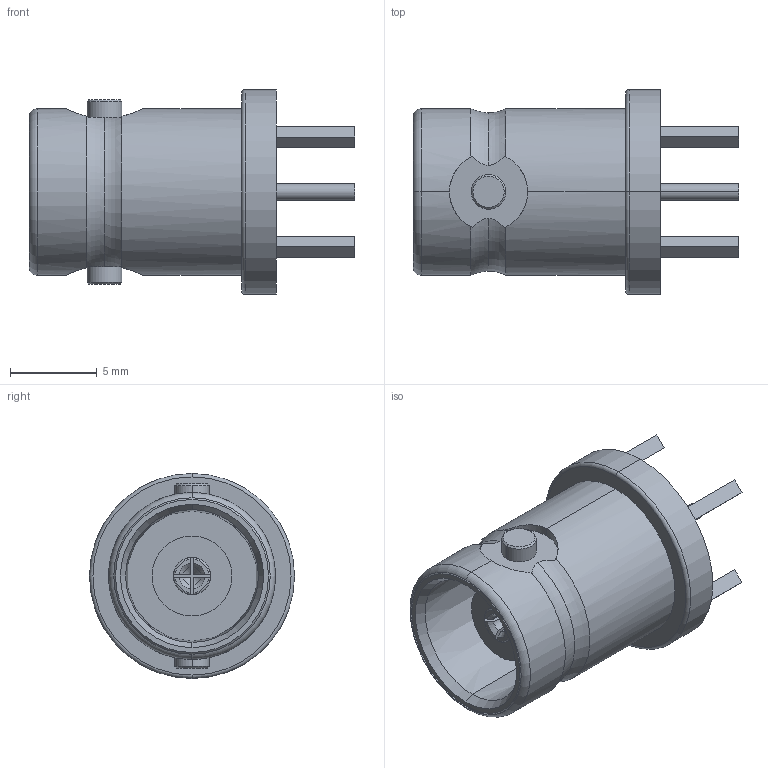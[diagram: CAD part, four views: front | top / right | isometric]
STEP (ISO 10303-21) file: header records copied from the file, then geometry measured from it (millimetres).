
FILE_DESCRIPTION (( 'STEP AP214' ), '1' );
FILE_NAME ('Amphenol RF 122404.STEP', '2023-02-13T00:29:33', ( '' ), ( '' ), 'SwSTEP 2.0', 'SolidWorks 2018', '' );
FILE_SCHEMA (( 'AUTOMOTIVE_DESIGN' ));
Length unit declared in the file: millimetre
Products named in the file (1): Amphenol RF 122404
Bounding box: 18.7 x 11.8 x 11.8 mm (x, y, z)
Volume: 808.3 mm3; surface area: 1399 mm2
Topology: 5 solids, 5 shells, 109 faces, 260 edges, 168 vertices
Faces by surface type: plane 47, cylinder 32, cone 18, torus 12
Entity records: 4685 total; most frequent: CARTESIAN_POINT 882, DIRECTION 526, ORIENTED_EDGE 520, EDGE_CURVE 260, AXIS2_PLACEMENT_3D 204, VERTEX_POINT 168, EDGE_LOOP 120, LINE 118
